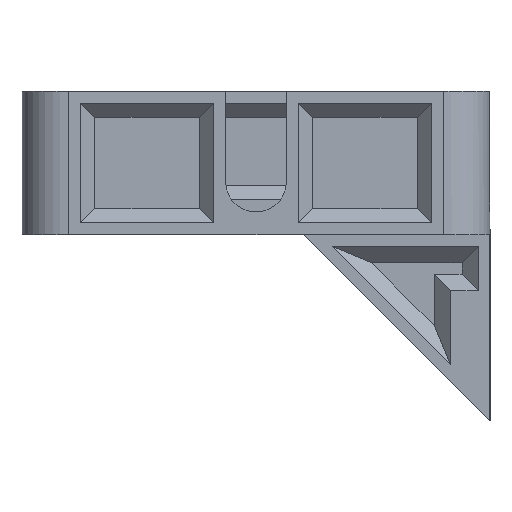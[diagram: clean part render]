
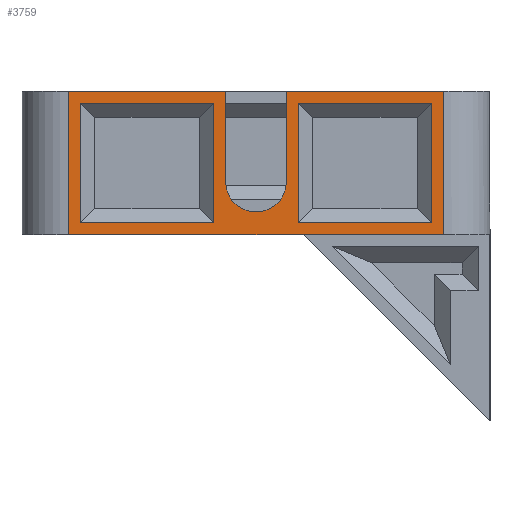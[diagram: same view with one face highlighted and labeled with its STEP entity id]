
A CAD part, left-side view. The second image highlights one B-rep face of the part: STEP entity #3759.
In plain terms, the highlighted planar face has unit normal (-1, 0, 0).
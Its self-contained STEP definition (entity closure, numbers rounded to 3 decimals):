
#49 = CARTESIAN_POINT ( 'NONE',  ( -58., 0., 1.025 ) ) ;
#57 = VERTEX_POINT ( 'NONE', #4149 ) ;
#66 = EDGE_CURVE ( 'NONE', #534, #4136, #1576, .T. ) ;
#71 = EDGE_CURVE ( 'NONE', #3248, #4099, #2736, .T. ) ;
#77 = AXIS2_PLACEMENT_3D ( 'NONE', #875, #149, #3285 ) ;
#96 = VERTEX_POINT ( 'NONE', #1803 ) ;
#102 = VECTOR ( 'NONE', #1732, 1000. ) ;
#119 = FACE_BOUND ( 'NONE', #747, .T. ) ;
#149 = DIRECTION ( 'NONE',  ( -1., 0., 0. ) ) ;
#150 = VERTEX_POINT ( 'NONE', #2795 ) ;
#158 = VECTOR ( 'NONE', #1145, 1000. ) ;
#167 = DIRECTION ( 'NONE',  ( 0., -1., 0. ) ) ;
#173 = DIRECTION ( 'NONE',  ( 0., -1., 0. ) ) ;
#247 = LINE ( 'NONE', #4335, #524 ) ;
#249 = LINE ( 'NONE', #2484, #792 ) ;
#277 = ORIENTED_EDGE ( 'NONE', *, *, #1564, .F. ) ;
#335 = ORIENTED_EDGE ( 'NONE', *, *, #4312, .T. ) ;
#363 = LINE ( 'NONE', #3562, #3055 ) ;
#381 = EDGE_CURVE ( 'NONE', #1450, #1519, #4401, .T. ) ;
#406 = CARTESIAN_POINT ( 'NONE',  ( -58., -3.625, 0. ) ) ;
#416 = VECTOR ( 'NONE', #2567, 1000. ) ;
#524 = VECTOR ( 'NONE', #1579, 1000. ) ;
#534 = VERTEX_POINT ( 'NONE', #1948 ) ;
#545 = DIRECTION ( 'NONE',  ( 0., 0., -1. ) ) ;
#593 = CARTESIAN_POINT ( 'NONE',  ( -58., -0.1, 2. ) ) ;
#666 = CARTESIAN_POINT ( 'NONE',  ( -58., 0.1, 2. ) ) ;
#747 = EDGE_LOOP ( 'NONE', ( #4244, #2303, #3159, #4434 ) ) ;
#772 = CARTESIAN_POINT ( 'NONE',  ( -58., 3.625, 0. ) ) ;
#792 = VECTOR ( 'NONE', #1750, 1000. ) ;
#801 = CARTESIAN_POINT ( 'NONE',  ( -58., -2.6, 12.35 ) ) ;
#875 = CARTESIAN_POINT ( 'NONE',  ( -58., -16.125, 2. ) ) ;
#893 = DIRECTION ( 'NONE',  ( 1., 0., 0. ) ) ;
#900 = EDGE_CURVE ( 'NONE', #2550, #57, #2685, .T. ) ;
#915 = EDGE_CURVE ( 'NONE', #1247, #534, #363, .T. ) ;
#922 = VERTEX_POINT ( 'NONE', #2229 ) ;
#930 = ORIENTED_EDGE ( 'NONE', *, *, #3843, .F. ) ;
#952 = DIRECTION ( 'NONE',  ( 0., 0., 1. ) ) ;
#1022 = DIRECTION ( 'NONE',  ( 1., 0., 0. ) ) ;
#1040 = LINE ( 'NONE', #801, #3579 ) ;
#1049 = EDGE_LOOP ( 'NONE', ( #4420, #1934, #2655, #2641 ) ) ;
#1069 = DIRECTION ( 'NONE',  ( 0., 1., 0. ) ) ;
#1074 = DIRECTION ( 'NONE',  ( 0., 0., 1. ) ) ;
#1077 = EDGE_CURVE ( 'NONE', #922, #1519, #1624, .T. ) ;
#1084 = CARTESIAN_POINT ( 'NONE',  ( -58., 0., 1.025 ) ) ;
#1126 = CARTESIAN_POINT ( 'NONE',  ( -58., -2.6, 4.5 ) ) ;
#1132 = VERTEX_POINT ( 'NONE', #2141 ) ;
#1145 = DIRECTION ( 'NONE',  ( 0., 0., -1. ) ) ;
#1165 = VECTOR ( 'NONE', #4403, 1000. ) ;
#1190 = CARTESIAN_POINT ( 'NONE',  ( -58., 0., 12.35 ) ) ;
#1212 = AXIS2_PLACEMENT_3D ( 'NONE', #1966, #893, #2975 ) ;
#1238 = CARTESIAN_POINT ( 'NONE',  ( -58., -16.125, 0. ) ) ;
#1247 = VERTEX_POINT ( 'NONE', #3609 ) ;
#1293 = LINE ( 'NONE', #2991, #1453 ) ;
#1307 = EDGE_CURVE ( 'NONE', #4136, #4158, #3648, .T. ) ;
#1390 = CARTESIAN_POINT ( 'NONE',  ( -58., -3.625, 1.025 ) ) ;
#1436 = EDGE_CURVE ( 'NONE', #4099, #2550, #247, .T. ) ;
#1450 = VERTEX_POINT ( 'NONE', #1238 ) ;
#1453 = VECTOR ( 'NONE', #545, 1000. ) ;
#1471 = CARTESIAN_POINT ( 'NONE',  ( -58., 16.125, 2. ) ) ;
#1519 = VERTEX_POINT ( 'NONE', #4295 ) ;
#1564 = EDGE_CURVE ( 'NONE', #3045, #96, #3865, .T. ) ;
#1576 = LINE ( 'NONE', #772, #102 ) ;
#1579 = DIRECTION ( 'NONE',  ( 0., -1., 0. ) ) ;
#1618 = CARTESIAN_POINT ( 'NONE',  ( -58., -16.125, 0. ) ) ;
#1624 = LINE ( 'NONE', #1471, #3329 ) ;
#1684 = EDGE_CURVE ( 'NONE', #922, #1132, #4119, .T. ) ;
#1732 = DIRECTION ( 'NONE',  ( 0., 0., -1. ) ) ;
#1750 = DIRECTION ( 'NONE',  ( 0., 0., 1. ) ) ;
#1765 = CARTESIAN_POINT ( 'NONE',  ( -58., 15.1, 1.025 ) ) ;
#1803 = CARTESIAN_POINT ( 'NONE',  ( -58., -16.125, 12.35 ) ) ;
#1828 = ORIENTED_EDGE ( 'NONE', *, *, #381, .F. ) ;
#1836 = DIRECTION ( 'NONE',  ( 0., 0., -1. ) ) ;
#1854 = FACE_OUTER_BOUND ( 'NONE', #2810, .T. ) ;
#1933 = VERTEX_POINT ( 'NONE', #1126 ) ;
#1934 = ORIENTED_EDGE ( 'NONE', *, *, #71, .T. ) ;
#1948 = CARTESIAN_POINT ( 'NONE',  ( -58., 3.625, 11.325 ) ) ;
#1966 = CARTESIAN_POINT ( 'NONE',  ( -58., -0.1, 4.5 ) ) ;
#2093 = VECTOR ( 'NONE', #3803, 1000. ) ;
#2126 = LINE ( 'NONE', #1084, #3250 ) ;
#2141 = CARTESIAN_POINT ( 'NONE',  ( -58., 2.6, 12.35 ) ) ;
#2164 = VERTEX_POINT ( 'NONE', #666 ) ;
#2191 = ORIENTED_EDGE ( 'NONE', *, *, #1077, .T. ) ;
#2200 = CARTESIAN_POINT ( 'NONE',  ( -58., -15.1, 0. ) ) ;
#2229 = CARTESIAN_POINT ( 'NONE',  ( -58., 16.125, 12.35 ) ) ;
#2272 = EDGE_CURVE ( 'NONE', #4158, #1247, #249, .T. ) ;
#2303 = ORIENTED_EDGE ( 'NONE', *, *, #66, .T. ) ;
#2342 = ORIENTED_EDGE ( 'NONE', *, *, #3430, .T. ) ;
#2418 = CIRCLE ( 'NONE', #1212, 2.5 ) ;
#2432 = CARTESIAN_POINT ( 'NONE',  ( -58., 0., 12.35 ) ) ;
#2484 = CARTESIAN_POINT ( 'NONE',  ( -58., 15.1, 0. ) ) ;
#2550 = VERTEX_POINT ( 'NONE', #2933 ) ;
#2567 = DIRECTION ( 'NONE',  ( 0., -1., 0. ) ) ;
#2641 = ORIENTED_EDGE ( 'NONE', *, *, #900, .T. ) ;
#2646 = DIRECTION ( 'NONE',  ( 0., 1., 0. ) ) ;
#2655 = ORIENTED_EDGE ( 'NONE', *, *, #1436, .T. ) ;
#2685 = LINE ( 'NONE', #2200, #158 ) ;
#2736 = LINE ( 'NONE', #406, #3180 ) ;
#2795 = CARTESIAN_POINT ( 'NONE',  ( -58., 2.6, 4.5 ) ) ;
#2810 = EDGE_LOOP ( 'NONE', ( #1828, #930, #277, #335, #3575, #2342, #2981, #3858, #3161, #2191 ) ) ;
#2933 = CARTESIAN_POINT ( 'NONE',  ( -58., -15.1, 11.325 ) ) ;
#2975 = DIRECTION ( 'NONE',  ( 0., 0., 1. ) ) ;
#2981 = ORIENTED_EDGE ( 'NONE', *, *, #3348, .T. ) ;
#2991 = CARTESIAN_POINT ( 'NONE',  ( -58., 2.6, 12.35 ) ) ;
#3045 = VERTEX_POINT ( 'NONE', #4272 ) ;
#3055 = VECTOR ( 'NONE', #167, 1000. ) ;
#3078 = VECTOR ( 'NONE', #3834, 1000. ) ;
#3154 = EDGE_CURVE ( 'NONE', #1132, #150, #1293, .T. ) ;
#3156 = DIRECTION ( 'NONE',  ( 0., 0., -1. ) ) ;
#3159 = ORIENTED_EDGE ( 'NONE', *, *, #1307, .T. ) ;
#3161 = ORIENTED_EDGE ( 'NONE', *, *, #1684, .F. ) ;
#3166 = EDGE_CURVE ( 'NONE', #1933, #3359, #2418, .T. ) ;
#3180 = VECTOR ( 'NONE', #1074, 1000. ) ;
#3248 = VERTEX_POINT ( 'NONE', #1390 ) ;
#3250 = VECTOR ( 'NONE', #1069, 1000. ) ;
#3285 = DIRECTION ( 'NONE',  ( 0., 0., 1. ) ) ;
#3329 = VECTOR ( 'NONE', #3156, 1000. ) ;
#3348 = EDGE_CURVE ( 'NONE', #2164, #150, #3958, .T. ) ;
#3359 = VERTEX_POINT ( 'NONE', #593 ) ;
#3430 = EDGE_CURVE ( 'NONE', #3359, #2164, #3448, .T. ) ;
#3448 = LINE ( 'NONE', #3469, #3078 ) ;
#3458 = EDGE_CURVE ( 'NONE', #57, #3248, #2126, .T. ) ;
#3469 = CARTESIAN_POINT ( 'NONE',  ( -58., -16.125, 2. ) ) ;
#3562 = CARTESIAN_POINT ( 'NONE',  ( -58., 0., 11.325 ) ) ;
#3575 = ORIENTED_EDGE ( 'NONE', *, *, #3166, .T. ) ;
#3579 = VECTOR ( 'NONE', #1836, 1000. ) ;
#3609 = CARTESIAN_POINT ( 'NONE',  ( -58., 15.1, 11.325 ) ) ;
#3624 = AXIS2_PLACEMENT_3D ( 'NONE', #3809, #1022, #952 ) ;
#3648 = LINE ( 'NONE', #49, #2093 ) ;
#3717 = CARTESIAN_POINT ( 'NONE',  ( -58., -16.125, 2. ) ) ;
#3728 = LINE ( 'NONE', #3717, #1165 ) ;
#3759 = ADVANCED_FACE ( 'NONE', ( #3771, #119, #1854 ), #4321, .T. ) ;
#3771 = FACE_BOUND ( 'NONE', #1049, .T. ) ;
#3803 = DIRECTION ( 'NONE',  ( 0., 1., 0. ) ) ;
#3809 = CARTESIAN_POINT ( 'NONE',  ( -58., 0.1, 4.5 ) ) ;
#3823 = CARTESIAN_POINT ( 'NONE',  ( -58., 3.625, 1.025 ) ) ;
#3834 = DIRECTION ( 'NONE',  ( 0., 1., 0. ) ) ;
#3843 = EDGE_CURVE ( 'NONE', #96, #1450, #3728, .T. ) ;
#3858 = ORIENTED_EDGE ( 'NONE', *, *, #3154, .F. ) ;
#3865 = LINE ( 'NONE', #1190, #416 ) ;
#3958 = CIRCLE ( 'NONE', #3624, 2.5 ) ;
#3979 = VECTOR ( 'NONE', #2646, 1000. ) ;
#4099 = VERTEX_POINT ( 'NONE', #4441 ) ;
#4119 = LINE ( 'NONE', #2432, #4241 ) ;
#4136 = VERTEX_POINT ( 'NONE', #3823 ) ;
#4149 = CARTESIAN_POINT ( 'NONE',  ( -58., -15.1, 1.025 ) ) ;
#4158 = VERTEX_POINT ( 'NONE', #1765 ) ;
#4241 = VECTOR ( 'NONE', #173, 1000. ) ;
#4244 = ORIENTED_EDGE ( 'NONE', *, *, #915, .T. ) ;
#4272 = CARTESIAN_POINT ( 'NONE',  ( -58., -2.6, 12.35 ) ) ;
#4295 = CARTESIAN_POINT ( 'NONE',  ( -58., 16.125, 0. ) ) ;
#4312 = EDGE_CURVE ( 'NONE', #3045, #1933, #1040, .T. ) ;
#4321 = PLANE ( 'NONE',  #77 ) ;
#4335 = CARTESIAN_POINT ( 'NONE',  ( -58., 0., 11.325 ) ) ;
#4401 = LINE ( 'NONE', #1618, #3979 ) ;
#4403 = DIRECTION ( 'NONE',  ( 0., 0., -1. ) ) ;
#4420 = ORIENTED_EDGE ( 'NONE', *, *, #3458, .T. ) ;
#4434 = ORIENTED_EDGE ( 'NONE', *, *, #2272, .T. ) ;
#4441 = CARTESIAN_POINT ( 'NONE',  ( -58., -3.625, 11.325 ) ) ;
